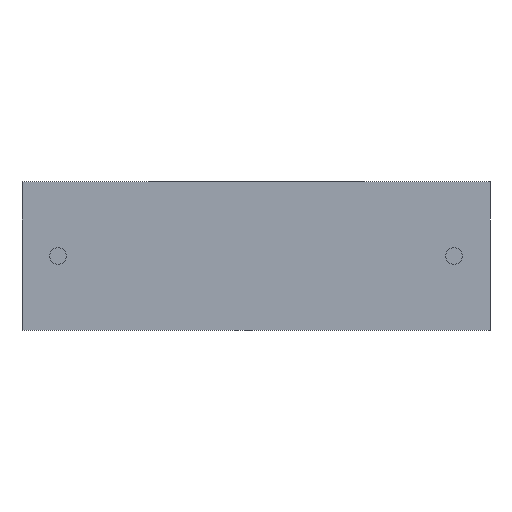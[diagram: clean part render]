
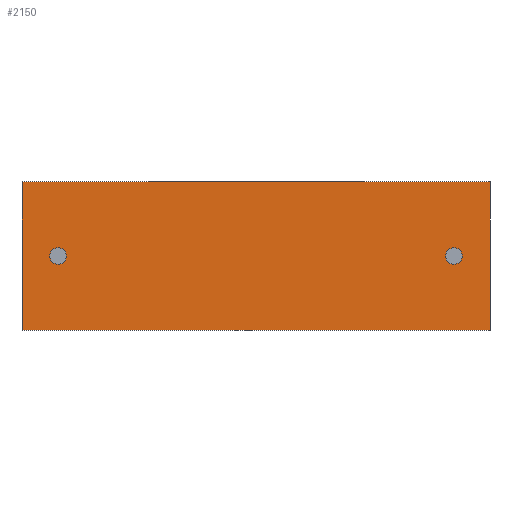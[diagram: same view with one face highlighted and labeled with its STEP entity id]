
A CAD part, front view. The second image highlights one B-rep face of the part: STEP entity #2150.
In plain terms, the highlighted planar face has unit normal (0, -1, 0).
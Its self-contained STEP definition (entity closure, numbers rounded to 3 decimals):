
#61 = VERTEX_POINT ( 'NONE', #65 ) ;
#65 = CARTESIAN_POINT ( 'NONE',  ( 22.15, 0., 4.225 ) ) ;
#83 = VECTOR ( 'NONE', #865, 1000. ) ;
#94 = EDGE_LOOP ( 'NONE', ( #524, #714 ) ) ;
#108 = DIRECTION ( 'NONE',  ( 0., -1., 0. ) ) ;
#151 = DIRECTION ( 'NONE',  ( 1., 0., 0. ) ) ;
#179 = CARTESIAN_POINT ( 'NONE',  ( 22.15, 0., 3.8 ) ) ;
#191 = EDGE_CURVE ( 'NONE', #2185, #2212, #2461, .T. ) ;
#193 = EDGE_LOOP ( 'NONE', ( #1855, #1175, #2158, #682 ) ) ;
#273 = CARTESIAN_POINT ( 'NONE',  ( 0., 0., 7.6 ) ) ;
#278 = DIRECTION ( 'NONE',  ( 0., 0., 1. ) ) ;
#280 = AXIS2_PLACEMENT_3D ( 'NONE', #488, #693, #862 ) ;
#291 = FACE_BOUND ( 'NONE', #1204, .T. ) ;
#320 = PLANE ( 'NONE',  #280 ) ;
#348 = VERTEX_POINT ( 'NONE', #1007 ) ;
#424 = VECTOR ( 'NONE', #2379, 1000. ) ;
#488 = CARTESIAN_POINT ( 'NONE',  ( 0., 0., 7.6 ) ) ;
#524 = ORIENTED_EDGE ( 'NONE', *, *, #1274, .T. ) ;
#558 = EDGE_CURVE ( 'NONE', #2212, #348, #2162, .T. ) ;
#560 = CARTESIAN_POINT ( 'NONE',  ( 0., 0., 7.6 ) ) ;
#564 = DIRECTION ( 'NONE',  ( 0., 1., 0. ) ) ;
#568 = CARTESIAN_POINT ( 'NONE',  ( 24., 0., 7.6 ) ) ;
#570 = CARTESIAN_POINT ( 'NONE',  ( 22.15, 0., 3.375 ) ) ;
#625 = VERTEX_POINT ( 'NONE', #568 ) ;
#632 = CARTESIAN_POINT ( 'NONE',  ( 22.15, 0., 3.8 ) ) ;
#682 = ORIENTED_EDGE ( 'NONE', *, *, #191, .T. ) ;
#693 = DIRECTION ( 'NONE',  ( 0., 1., 0. ) ) ;
#714 = ORIENTED_EDGE ( 'NONE', *, *, #811, .T. ) ;
#811 = EDGE_CURVE ( 'NONE', #1090, #61, #1085, .T. ) ;
#823 = VERTEX_POINT ( 'NONE', #1789 ) ;
#854 = CARTESIAN_POINT ( 'NONE',  ( 0., 0., 0. ) ) ;
#862 = DIRECTION ( 'NONE',  ( 0., 0., 1. ) ) ;
#865 = DIRECTION ( 'NONE',  ( 0., 0., -1. ) ) ;
#873 = CARTESIAN_POINT ( 'NONE',  ( 0., 0., 0. ) ) ;
#891 = EDGE_CURVE ( 'NONE', #823, #2024, #2316, .T. ) ;
#904 = CARTESIAN_POINT ( 'NONE',  ( 24., 0., 7.6 ) ) ;
#922 = VECTOR ( 'NONE', #1350, 1000. ) ;
#1007 = CARTESIAN_POINT ( 'NONE',  ( 24., 0., 0. ) ) ;
#1027 = CARTESIAN_POINT ( 'NONE',  ( 1.85, 0., 3.8 ) ) ;
#1078 = CIRCLE ( 'NONE', #1710, 0.425 ) ;
#1085 = CIRCLE ( 'NONE', #2458, 0.425 ) ;
#1090 = VERTEX_POINT ( 'NONE', #570 ) ;
#1175 = ORIENTED_EDGE ( 'NONE', *, *, #1704, .F. ) ;
#1180 = FACE_OUTER_BOUND ( 'NONE', #193, .T. ) ;
#1204 = EDGE_LOOP ( 'NONE', ( #2199, #2326 ) ) ;
#1254 = CARTESIAN_POINT ( 'NONE',  ( 0., 0., 7.6 ) ) ;
#1274 = EDGE_CURVE ( 'NONE', #61, #1090, #1078, .T. ) ;
#1350 = DIRECTION ( 'NONE',  ( 1., 0., 0. ) ) ;
#1365 = FACE_BOUND ( 'NONE', #94, .T. ) ;
#1377 = VECTOR ( 'NONE', #151, 1000. ) ;
#1413 = DIRECTION ( 'NONE',  ( 0., -1., 0. ) ) ;
#1504 = AXIS2_PLACEMENT_3D ( 'NONE', #1027, #1413, #1599 ) ;
#1593 = EDGE_CURVE ( 'NONE', #2024, #823, #1699, .T. ) ;
#1599 = DIRECTION ( 'NONE',  ( 0., 0., 1. ) ) ;
#1699 = CIRCLE ( 'NONE', #1504, 0.425 ) ;
#1704 = EDGE_CURVE ( 'NONE', #625, #348, #1995, .T. ) ;
#1710 = AXIS2_PLACEMENT_3D ( 'NONE', #179, #564, #2481 ) ;
#1789 = CARTESIAN_POINT ( 'NONE',  ( 1.85, 0., 3.375 ) ) ;
#1793 = EDGE_CURVE ( 'NONE', #2185, #625, #2146, .T. ) ;
#1855 = ORIENTED_EDGE ( 'NONE', *, *, #558, .T. ) ;
#1969 = DIRECTION ( 'NONE',  ( 0., 1., 0. ) ) ;
#1995 = LINE ( 'NONE', #904, #83 ) ;
#2014 = CARTESIAN_POINT ( 'NONE',  ( 1.85, 0., 3.8 ) ) ;
#2024 = VERTEX_POINT ( 'NONE', #2342 ) ;
#2027 = AXIS2_PLACEMENT_3D ( 'NONE', #2014, #108, #278 ) ;
#2146 = LINE ( 'NONE', #560, #922 ) ;
#2150 = ADVANCED_FACE ( 'NONE', ( #1365, #1180, #291 ), #320, .F. ) ;
#2158 = ORIENTED_EDGE ( 'NONE', *, *, #1793, .F. ) ;
#2162 = LINE ( 'NONE', #873, #1377 ) ;
#2185 = VERTEX_POINT ( 'NONE', #1254 ) ;
#2199 = ORIENTED_EDGE ( 'NONE', *, *, #1593, .F. ) ;
#2212 = VERTEX_POINT ( 'NONE', #854 ) ;
#2316 = CIRCLE ( 'NONE', #2027, 0.425 ) ;
#2326 = ORIENTED_EDGE ( 'NONE', *, *, #891, .F. ) ;
#2342 = CARTESIAN_POINT ( 'NONE',  ( 1.85, 0., 4.225 ) ) ;
#2368 = DIRECTION ( 'NONE',  ( 0., 0., -1. ) ) ;
#2379 = DIRECTION ( 'NONE',  ( 0., 0., -1. ) ) ;
#2458 = AXIS2_PLACEMENT_3D ( 'NONE', #632, #1969, #2368 ) ;
#2461 = LINE ( 'NONE', #273, #424 ) ;
#2481 = DIRECTION ( 'NONE',  ( 0., 0., -1. ) ) ;
